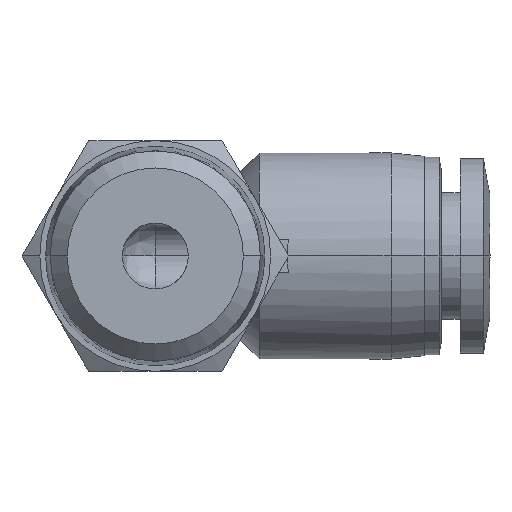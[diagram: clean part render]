
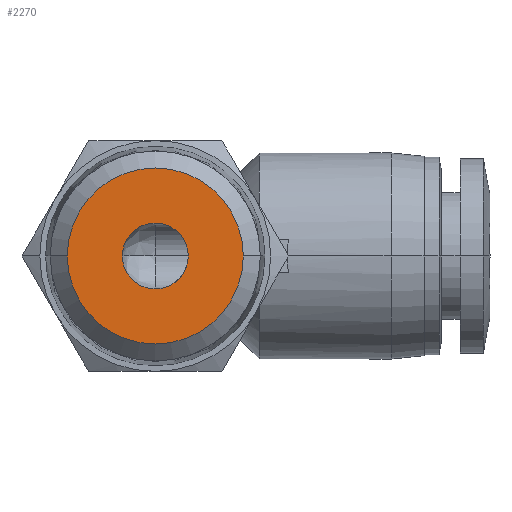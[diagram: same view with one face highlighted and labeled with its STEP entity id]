
A CAD part, front view. The second image highlights one B-rep face of the part: STEP entity #2270.
In plain terms, the highlighted planar face has unit normal (0, -1, 0).
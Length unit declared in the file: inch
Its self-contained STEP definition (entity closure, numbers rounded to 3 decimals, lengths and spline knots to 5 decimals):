
#36 = EDGE_CURVE ( 'NONE', #1866, #859, #677, .T. ) ;
#162 = DIRECTION ( 'NONE',  ( 0., 0., -1. ) ) ;
#398 = PLANE ( 'NONE',  #1185 ) ;
#543 = EDGE_CURVE ( 'NONE', #3349, #2959, #701, .T. ) ;
#552 = FACE_OUTER_BOUND ( 'NONE', #858, .T. ) ;
#565 = CARTESIAN_POINT ( 'NONE',  ( 0.21014, -1.12205, 0. ) ) ;
#650 = DIRECTION ( 'NONE',  ( -1., 0., 0. ) ) ;
#677 = CIRCLE ( 'NONE', #2094, 0.21014 ) ;
#701 = CIRCLE ( 'NONE', #3253, 0.07874 ) ;
#727 = DIRECTION ( 'NONE',  ( 0., 1., 0. ) ) ;
#728 = FACE_BOUND ( 'NONE', #1691, .T. ) ;
#827 = CARTESIAN_POINT ( 'NONE',  ( 0., -1.12205, 0. ) ) ;
#858 = EDGE_LOOP ( 'NONE', ( #1695, #3227 ) ) ;
#859 = VERTEX_POINT ( 'NONE', #565 ) ;
#906 = DIRECTION ( 'NONE',  ( 0., 1., 0. ) ) ;
#1084 = AXIS2_PLACEMENT_3D ( 'NONE', #2569, #906, #2838 ) ;
#1185 = AXIS2_PLACEMENT_3D ( 'NONE', #3347, #1765, #162 ) ;
#1272 = DIRECTION ( 'NONE',  ( -1., 0., 0. ) ) ;
#1302 = DIRECTION ( 'NONE',  ( 0., -1., 0. ) ) ;
#1315 = CARTESIAN_POINT ( 'NONE',  ( 0., -1.12205, 0. ) ) ;
#1437 = ORIENTED_EDGE ( 'NONE', *, *, #543, .T. ) ;
#1464 = CARTESIAN_POINT ( 'NONE',  ( 0., -1.12205, 0. ) ) ;
#1691 = EDGE_LOOP ( 'NONE', ( #3159, #1437 ) ) ;
#1695 = ORIENTED_EDGE ( 'NONE', *, *, #36, .T. ) ;
#1745 = DIRECTION ( 'NONE',  ( -1., 0., 0. ) ) ;
#1747 = CARTESIAN_POINT ( 'NONE',  ( -0.07874, -1.12205, 0. ) ) ;
#1765 = DIRECTION ( 'NONE',  ( 0., -1., 0. ) ) ;
#1866 = VERTEX_POINT ( 'NONE', #3138 ) ;
#2094 = AXIS2_PLACEMENT_3D ( 'NONE', #1315, #1302, #1272 ) ;
#2222 = EDGE_CURVE ( 'NONE', #859, #1866, #3417, .T. ) ;
#2270 = ADVANCED_FACE ( 'NONE', ( #728, #552 ), #398, .T. ) ;
#2569 = CARTESIAN_POINT ( 'NONE',  ( 0., -1.12205, 0. ) ) ;
#2822 = CARTESIAN_POINT ( 'NONE',  ( 0.07874, -1.12205, 0. ) ) ;
#2838 = DIRECTION ( 'NONE',  ( -1., 0., 0. ) ) ;
#2920 = EDGE_CURVE ( 'NONE', #2959, #3349, #3191, .T. ) ;
#2959 = VERTEX_POINT ( 'NONE', #1747 ) ;
#3076 = AXIS2_PLACEMENT_3D ( 'NONE', #1464, #3321, #1745 ) ;
#3138 = CARTESIAN_POINT ( 'NONE',  ( -0.21014, -1.12205, 0. ) ) ;
#3159 = ORIENTED_EDGE ( 'NONE', *, *, #2920, .T. ) ;
#3191 = CIRCLE ( 'NONE', #1084, 0.07874 ) ;
#3227 = ORIENTED_EDGE ( 'NONE', *, *, #2222, .T. ) ;
#3253 = AXIS2_PLACEMENT_3D ( 'NONE', #827, #727, #650 ) ;
#3321 = DIRECTION ( 'NONE',  ( 0., -1., 0. ) ) ;
#3347 = CARTESIAN_POINT ( 'NONE',  ( 0.10507, -1.12205, 0. ) ) ;
#3349 = VERTEX_POINT ( 'NONE', #2822 ) ;
#3417 = CIRCLE ( 'NONE', #3076, 0.21014 ) ;
